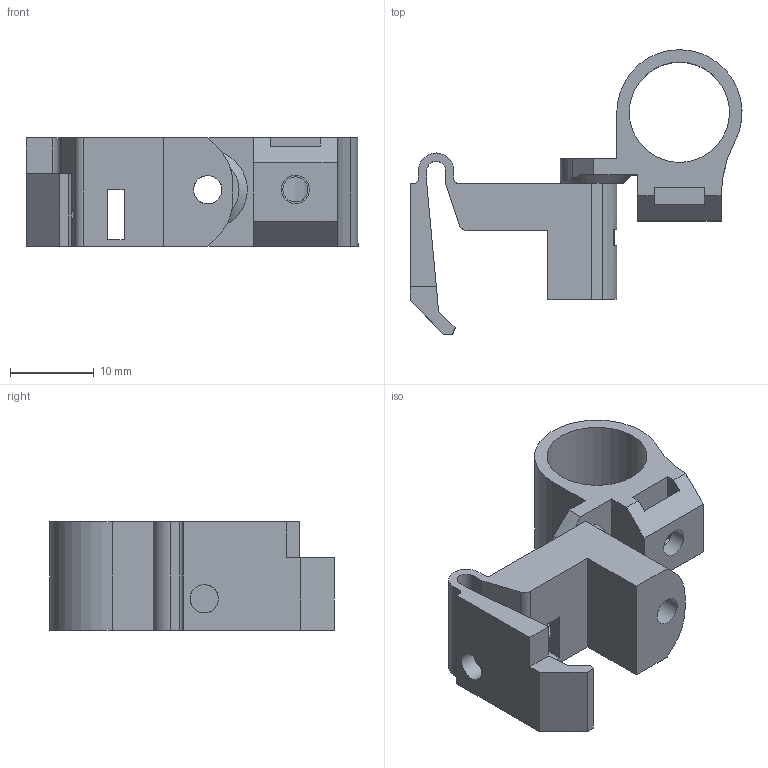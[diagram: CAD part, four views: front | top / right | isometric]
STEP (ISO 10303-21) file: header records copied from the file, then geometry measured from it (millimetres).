
FILE_DESCRIPTION(/* description */ (''),/* implementation_level */ '2;1');
FILE_NAME(/* name */ 'assembly.stp',/* time_stamp */ '2017-06-25T05:25:30+02:00',/* author */ (''),/* organization */ (''),/* preprocessor_version */ 'ST-DEVELOPER v16.13',/* originating_system */ 'Autodesk Translation Framework v6.1.1.50',/* authorisation */ '');
FILE_SCHEMA (('AUTOMOTIVE_DESIGN { 1 0 10303 214 3 1 1 }'));
Length unit declared in the file: millimetre
Products named in the file (3): Pen Holder v11; pen_holder; attachment
Assembly tree (2 placements, depth 2):
  Pen Holder v11
    pen_holder
    attachment
Bounding box: 39.76 x 34.06 x 13 mm (x, y, z)
Volume: 4157.6 mm3; surface area: 4135.1 mm2
Topology: 2 solids, 2 shells, 74 faces, 210 edges, 141 vertices
Faces by surface type: plane 53, cylinder 20, cone 1
Full cylindrical faces by diameter (mm): 3 x1, 3.4 x7, 12 x1
Entity records: 2463 total; most frequent: CARTESIAN_POINT 463, DIRECTION 395, ORIENTED_EDGE 392, EDGE_CURVE 196, LINE 145, VECTOR 145, VERTEX_POINT 137, AXIS2_PLACEMENT_3D 125
